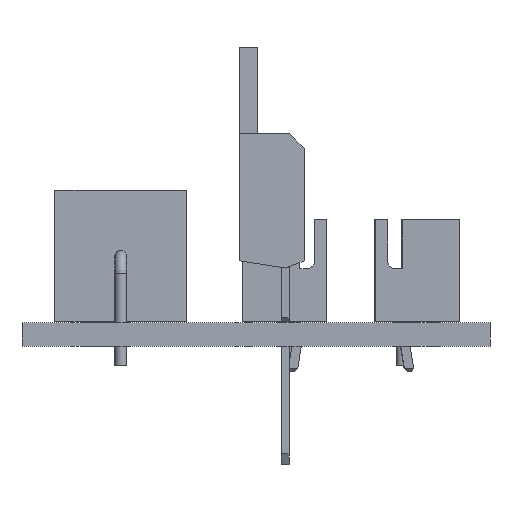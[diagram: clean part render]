
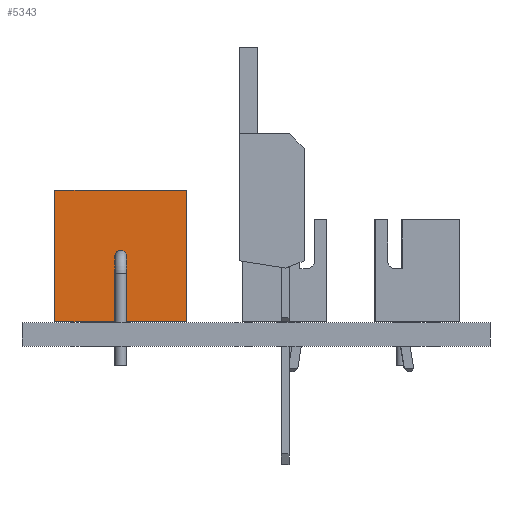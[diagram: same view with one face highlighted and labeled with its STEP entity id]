
A CAD part, front view. The second image highlights one B-rep face of the part: STEP entity #5343.
In plain terms, the highlighted face is planar.
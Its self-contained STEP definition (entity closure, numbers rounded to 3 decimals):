
#5246 = VERTEX_POINT('',#5247);
#5247 = CARTESIAN_POINT('',(3.86,-4.5,0.));
#5264 = VERTEX_POINT('',#5265);
#5265 = CARTESIAN_POINT('',(3.86,4.5,0.));
#5271 = EDGE_CURVE('',#5246,#5264,#5272,.T.);
#5272 = LINE('',#5273,#5274);
#5273 = CARTESIAN_POINT('',(3.86,-4.5,0.));
#5274 = VECTOR('',#5275,1.);
#5275 = DIRECTION('',(0.,1.,0.));
#5286 = VERTEX_POINT('',#5287);
#5287 = CARTESIAN_POINT('',(3.86,-4.5,9.));
#5302 = EDGE_CURVE('',#5286,#5246,#5303,.T.);
#5303 = LINE('',#5304,#5305);
#5304 = CARTESIAN_POINT('',(3.86,-4.5,9.));
#5305 = VECTOR('',#5306,1.);
#5306 = DIRECTION('',(0.,0.,-1.));
#5326 = VERTEX_POINT('',#5327);
#5327 = CARTESIAN_POINT('',(3.86,4.5,9.));
#5333 = EDGE_CURVE('',#5264,#5326,#5334,.T.);
#5334 = LINE('',#5335,#5336);
#5335 = CARTESIAN_POINT('',(3.86,4.5,0.));
#5336 = VECTOR('',#5337,1.);
#5337 = DIRECTION('',(0.,0.,1.));
#5343 = ADVANCED_FACE('',(#5344,#5355),#5366,.T.);
#5344 = FACE_BOUND('',#5345,.T.);
#5345 = EDGE_LOOP('',(#5346,#5347,#5348,#5354));
#5346 = ORIENTED_EDGE('',*,*,#5271,.F.);
#5347 = ORIENTED_EDGE('',*,*,#5302,.F.);
#5348 = ORIENTED_EDGE('',*,*,#5349,.F.);
#5349 = EDGE_CURVE('',#5326,#5286,#5350,.T.);
#5350 = LINE('',#5351,#5352);
#5351 = CARTESIAN_POINT('',(3.86,4.5,9.));
#5352 = VECTOR('',#5353,1.);
#5353 = DIRECTION('',(0.,-1.,0.));
#5354 = ORIENTED_EDGE('',*,*,#5333,.F.);
#5355 = FACE_BOUND('',#5356,.T.);
#5356 = EDGE_LOOP('',(#5357));
#5357 = ORIENTED_EDGE('',*,*,#5358,.T.);
#5358 = EDGE_CURVE('',#5359,#5359,#5361,.T.);
#5359 = VERTEX_POINT('',#5360);
#5360 = CARTESIAN_POINT('',(3.86,0.,4.1));
#5361 = CIRCLE('',#5362,0.4);
#5362 = AXIS2_PLACEMENT_3D('',#5363,#5364,#5365);
#5363 = CARTESIAN_POINT('',(3.86,0.,4.5));
#5364 = DIRECTION('',(1.,-0.,0.));
#5365 = DIRECTION('',(0.,0.,-1.));
#5366 = PLANE('',#5367);
#5367 = AXIS2_PLACEMENT_3D('',#5368,#5369,#5370);
#5368 = CARTESIAN_POINT('',(3.86,-4.5,0.));
#5369 = DIRECTION('',(-1.,0.,0.));
#5370 = DIRECTION('',(0.,0.,-1.));
